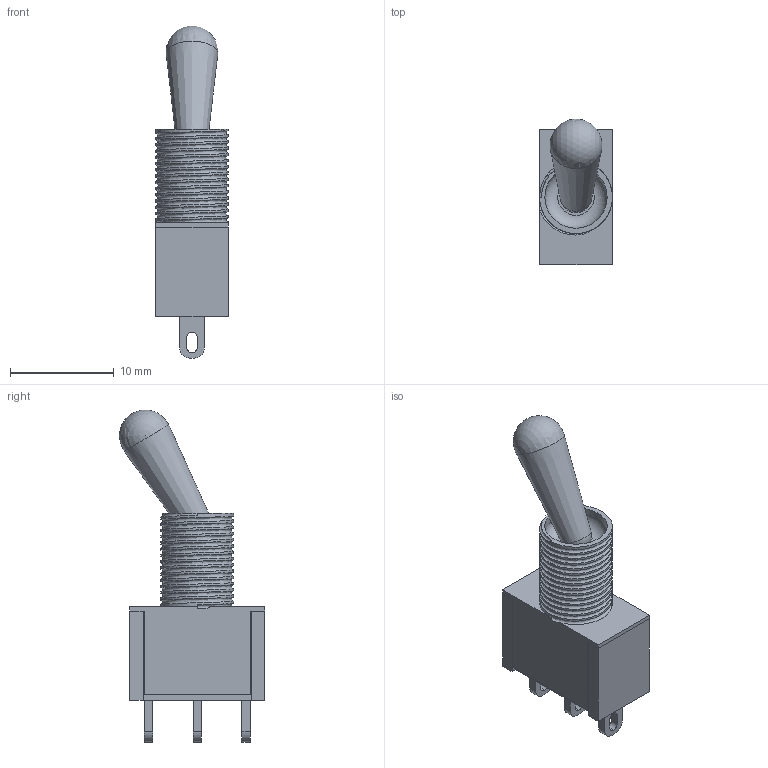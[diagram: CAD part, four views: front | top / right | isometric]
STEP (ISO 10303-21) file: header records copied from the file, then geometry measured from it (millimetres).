
FILE_DESCRIPTION(/* description */ (''),/* implementation_level */ '2;1');
FILE_NAME(/* name */ 'toggle switch.step',/* time_stamp */ '2022-12-21T20:51:13+10:00',/* author */ (''),/* organization */ (''),/* preprocessor_version */ 'ST-DEVELOPER v19.2',/* originating_system */ 'Autodesk Translation Framework v11.17.0.187',/* authorisation */ '');
FILE_SCHEMA (('AUTOMOTIVE_DESIGN { 1 0 10303 214 3 1 1 }'));
Length unit declared in the file: millimetre
Products named in the file (1): тумблер
Bounding box: 7 x 14 x 31.94 mm (x, y, z)
Volume: 1255.3 mm3; surface area: 1605.2 mm2
Topology: 5 solids, 5 shells, 98 faces, 257 edges, 170 vertices
Faces by surface type: plane 57, cylinder 36, sphere 2, torus 1, cone 1, bspline 1
Full cylindrical faces by diameter (mm): 6 x1, 7 x15
Entity records: 5789 total; most frequent: CARTESIAN_POINT 3340, ORIENTED_EDGE 510, DIRECTION 468, EDGE_CURVE 255, VERTEX_POINT 170, LINE 168, VECTOR 168, AXIS2_PLACEMENT_3D 150
